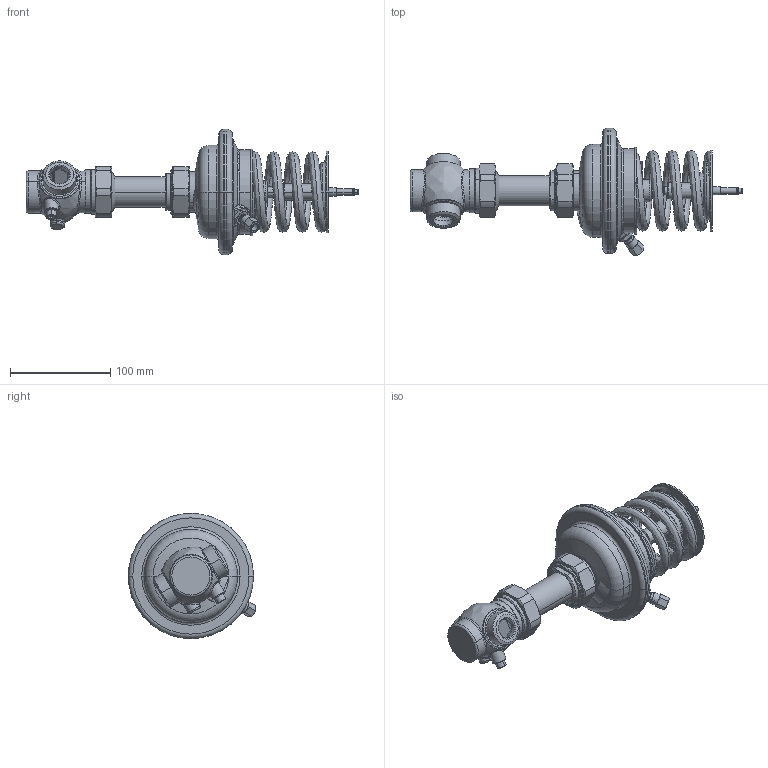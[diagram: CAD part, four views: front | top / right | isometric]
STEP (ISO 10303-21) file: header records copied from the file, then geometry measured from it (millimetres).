
FILE_DESCRIPTION((''),'2;1');
FILE_NAME('003H6668_ASM','2012-12-19T',('u264363'),('Danfoss'),'PRO/ENGINEER BY PARAMETRIC TECHNOLOGY CORPORATION, 2010370','PRO/ENGINEER BY PARAMETRIC TECHNOLOGY CORPORATION, 2010370','');
FILE_SCHEMA(('AUTOMOTIVE_DESIGN { 1 0 10303 214 1 1 1 1 }'));
Products named in the file (58): 8883810; 8881080; 8881081; 8881094; 8883905; 8883813; 8881085; 88810790_ZAVIHAN; 8883848; TRATA-MUTTER; O_TESNILO_10-30X2-40; PUSA_VODILNA_10X12X5; O_TESNILO_CRNO_25-12X1-78; 88810860_STISNJENA_NA_13MM; O_TESNILO_107-63X2-62; O-RING34_65X1_78; 88810820; DIN433-8_4; DIN934-M08; 8883849; FEDER-BLAU; 8881075; GLEITSCHEIBE; 8881076; 8881102; 8883766_ASM; 8882870; 8882877; 8882871; 8882273; 8400003; 5201739; 8400005; 8400004; 8882866_ASM; 5454035; 8890090; 8882091; 5521011_KROGLICE_GEN; 8882083_ASM ...
Assembly tree (62 placements, depth 4):
  003H6668_ASM
    8883766_ASM
      8883810
      8881080
      8881081
      8881094
      8883905
      8883813
      8881085
      88810790_ZAVIHAN
      8883848
      TRATA-MUTTER
      O_TESNILO_10-30X2-40  x2
      PUSA_VODILNA_10X12X5  x2
      O_TESNILO_CRNO_25-12X1-78
      88810860_STISNJENA_NA_13MM
      O_TESNILO_107-63X2-62
      O-RING34_65X1_78
      88810820
      DIN433-8_4
      DIN934-M08
      8883849
      FEDER-BLAU
      8881075
      GLEITSCHEIBE
      8881076
      8881102
    8882870
    8882866_ASM
      8882877
      8882871
      8882273
      8400003  x3
      5201739
      8400005
      8400004
    5454035
    8890090
    8882864_ASM
      8882083_ASM
        8882091
        5521011_KROGLICE_GEN
      8882874_ASM
        8882092
        8882876
        8882084
      8882875
      8460628
      8539063
      5191727
    8882868
    5454030  x2
    88810710
    5211524
    5191729
    88820060
    8882820
    8883503
Bounding box: 331.6 x 127.43 x 125.18 mm (x, y, z)
Volume: 489491.8 mm3; surface area: 304277.3 mm2
Topology: 57 solids, 57 shells, 2015 faces, 4547 edges, 2719 vertices
Faces by surface type: plane 560, cylinder 507, cone 408, torus 372, bspline 161, sphere 7
Entity records: 88345 total; most frequent: CARTESIAN_POINT 27492, DIRECTION 9879, ORIENTED_EDGE 8950, EDGE_CURVE 4475, AXIS2_PLACEMENT_3D 4215, VERTEX_POINT 2683, CIRCLE 2226, EDGE_LOOP 2174
